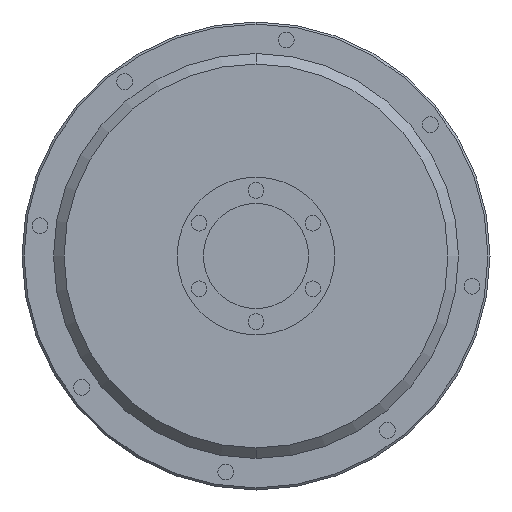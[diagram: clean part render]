
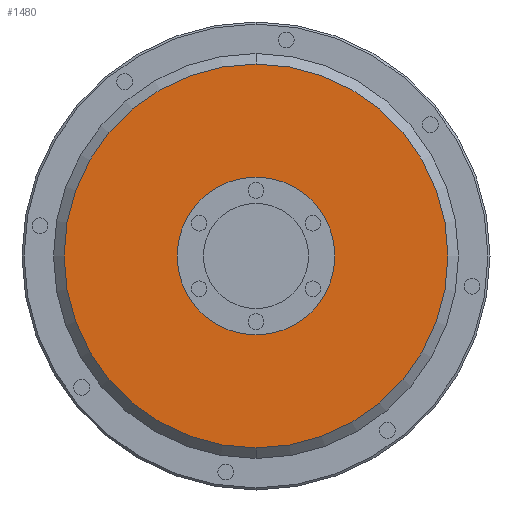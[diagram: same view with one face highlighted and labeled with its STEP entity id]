
A CAD part, left-side view. The second image highlights one B-rep face of the part: STEP entity #1480.
In plain terms, the highlighted planar face has unit normal (-1, 0, 0).
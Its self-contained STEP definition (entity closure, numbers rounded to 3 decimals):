
#336=CARTESIAN_POINT('',(-49.75,0.,0.));
#337=DIRECTION('',(1.,0.,0.));
#338=DIRECTION('',(0.,0.,-1.));
#339=AXIS2_PLACEMENT_3D('',#336,#337,#338);
#341=CARTESIAN_POINT('',(-49.75,0.,0.));
#342=DIRECTION('',(-1.,0.,0.));
#343=DIRECTION('',(0.,0.,-1.));
#344=AXIS2_PLACEMENT_3D('',#341,#342,#343);
#354=CARTESIAN_POINT('',(-49.75,0.,0.));
#355=DIRECTION('',(-1.,0.,0.));
#356=DIRECTION('',(0.,0.,-1.));
#357=AXIS2_PLACEMENT_3D('',#354,#355,#356);
#359=CARTESIAN_POINT('',(-49.75,0.,0.));
#360=DIRECTION('',(1.,0.,0.));
#361=DIRECTION('',(0.,0.,-1.));
#362=AXIS2_PLACEMENT_3D('',#359,#360,#361);
#874=CARTESIAN_POINT('',(-49.75,0.,-36.5));
#875=VERTEX_POINT('',#874);
#876=CARTESIAN_POINT('',(-49.75,0.,-15.));
#878=VERTEX_POINT('',#876);
#896=CARTESIAN_POINT('',(-49.75,0.,36.5));
#897=VERTEX_POINT('',#896);
#898=CARTESIAN_POINT('',(-49.75,0.,15.));
#900=VERTEX_POINT('',#898);
#1465=CARTESIAN_POINT('',(-49.75,0.,0.));
#1466=DIRECTION('',(1.,0.,0.));
#1467=DIRECTION('',(0.,0.,1.));
#1468=AXIS2_PLACEMENT_3D('',#1465,#1466,#1467);
#1469=PLANE('',#1468);
#1470=ORIENTED_EDGE('',*,*,#1447,.T.);
#1471=ORIENTED_EDGE('',*,*,#1458,.F.);
#1472=EDGE_LOOP('',(#1470,#1471));
#1473=FACE_OUTER_BOUND('',#1472,.F.);
#1475=ORIENTED_EDGE('',*,*,#1474,.T.);
#1477=ORIENTED_EDGE('',*,*,#1476,.F.);
#1478=EDGE_LOOP('',(#1475,#1477));
#1479=FACE_BOUND('',#1478,.F.);
#340=CIRCLE('',#339,36.5);
#345=CIRCLE('',#344,36.5);
#358=CIRCLE('',#357,15.);
#363=CIRCLE('',#362,15.);
#1447=EDGE_CURVE('',#875,#897,#340,.T.);
#1458=EDGE_CURVE('',#875,#897,#345,.T.);
#1474=EDGE_CURVE('',#878,#900,#358,.T.);
#1476=EDGE_CURVE('',#878,#900,#363,.T.);
#1480=ADVANCED_FACE('',(#1473,#1479),#1469,.F.);
